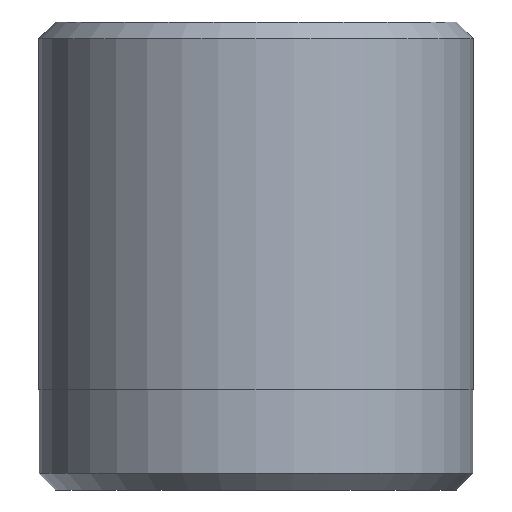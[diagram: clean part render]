
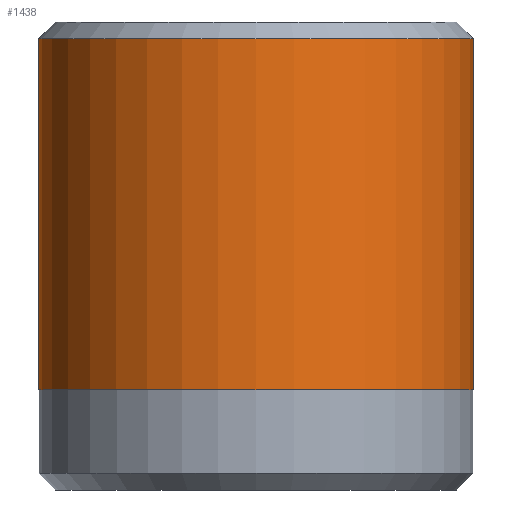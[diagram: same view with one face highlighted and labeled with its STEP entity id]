
A CAD part, front view. The second image highlights one B-rep face of the part: STEP entity #1438.
In plain terms, the highlighted cylindrical face has radius 6.5 mm (diameter 13 mm), a partial arc.
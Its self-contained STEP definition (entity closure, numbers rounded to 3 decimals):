
#46 = CARTESIAN_POINT ( 'NONE',  ( 6.5, 0., 14. ) ) ;
#94 = AXIS2_PLACEMENT_3D ( 'NONE', #1138, #446, #1254 ) ;
#106 = CARTESIAN_POINT ( 'NONE',  ( 6.5, 0., 3. ) ) ;
#170 = VERTEX_POINT ( 'NONE', #1275 ) ;
#204 = ORIENTED_EDGE ( 'NONE', *, *, #760, .F. ) ;
#221 = AXIS2_PLACEMENT_3D ( 'NONE', #1374, #676, #791 ) ;
#270 = EDGE_CURVE ( 'NONE', #170, #1317, #694, .T. ) ;
#276 = DIRECTION ( 'NONE',  ( 0., 0., -1. ) ) ;
#345 = CARTESIAN_POINT ( 'NONE',  ( -6.5, 0., 3. ) ) ;
#365 = CARTESIAN_POINT ( 'NONE',  ( -6.5, 0., 13.5 ) ) ;
#411 = LINE ( 'NONE', #46, #1005 ) ;
#423 = VERTEX_POINT ( 'NONE', #345 ) ;
#444 = ORIENTED_EDGE ( 'NONE', *, *, #1414, .T. ) ;
#446 = DIRECTION ( 'NONE',  ( 0., 0., -1. ) ) ;
#478 = CARTESIAN_POINT ( 'NONE',  ( -6.5, 0., 14. ) ) ;
#489 = CARTESIAN_POINT ( 'NONE',  ( 0., 0., 14. ) ) ;
#580 = CYLINDRICAL_SURFACE ( 'NONE', #651, 6.5 ) ;
#651 = AXIS2_PLACEMENT_3D ( 'NONE', #489, #721, #1073 ) ;
#676 = DIRECTION ( 'NONE',  ( 0., 0., -1. ) ) ;
#694 = CIRCLE ( 'NONE', #94, 6.5 ) ;
#721 = DIRECTION ( 'NONE',  ( 0., 0., -1. ) ) ;
#757 = CIRCLE ( 'NONE', #221, 6.5 ) ;
#760 = EDGE_CURVE ( 'NONE', #170, #1197, #411, .T. ) ;
#791 = DIRECTION ( 'NONE',  ( -1., 0., 0. ) ) ;
#830 = LINE ( 'NONE', #478, #1111 ) ;
#1005 = VECTOR ( 'NONE', #276, 1000. ) ;
#1033 = EDGE_LOOP ( 'NONE', ( #204, #1207, #444, #1510 ) ) ;
#1073 = DIRECTION ( 'NONE',  ( -1., 0., 0. ) ) ;
#1111 = VECTOR ( 'NONE', #1294, 1000. ) ;
#1138 = CARTESIAN_POINT ( 'NONE',  ( 0., 0., 13.5 ) ) ;
#1168 = EDGE_CURVE ( 'NONE', #1197, #423, #757, .T. ) ;
#1197 = VERTEX_POINT ( 'NONE', #106 ) ;
#1207 = ORIENTED_EDGE ( 'NONE', *, *, #270, .T. ) ;
#1254 = DIRECTION ( 'NONE',  ( 1., 0., 0. ) ) ;
#1275 = CARTESIAN_POINT ( 'NONE',  ( 6.5, 0., 13.5 ) ) ;
#1294 = DIRECTION ( 'NONE',  ( 0., 0., -1. ) ) ;
#1317 = VERTEX_POINT ( 'NONE', #365 ) ;
#1374 = CARTESIAN_POINT ( 'NONE',  ( 0., 0., 3. ) ) ;
#1414 = EDGE_CURVE ( 'NONE', #1317, #423, #830, .T. ) ;
#1438 = ADVANCED_FACE ( 'NONE', ( #1470 ), #580, .T. ) ;
#1470 = FACE_OUTER_BOUND ( 'NONE', #1033, .T. ) ;
#1510 = ORIENTED_EDGE ( 'NONE', *, *, #1168, .F. ) ;
